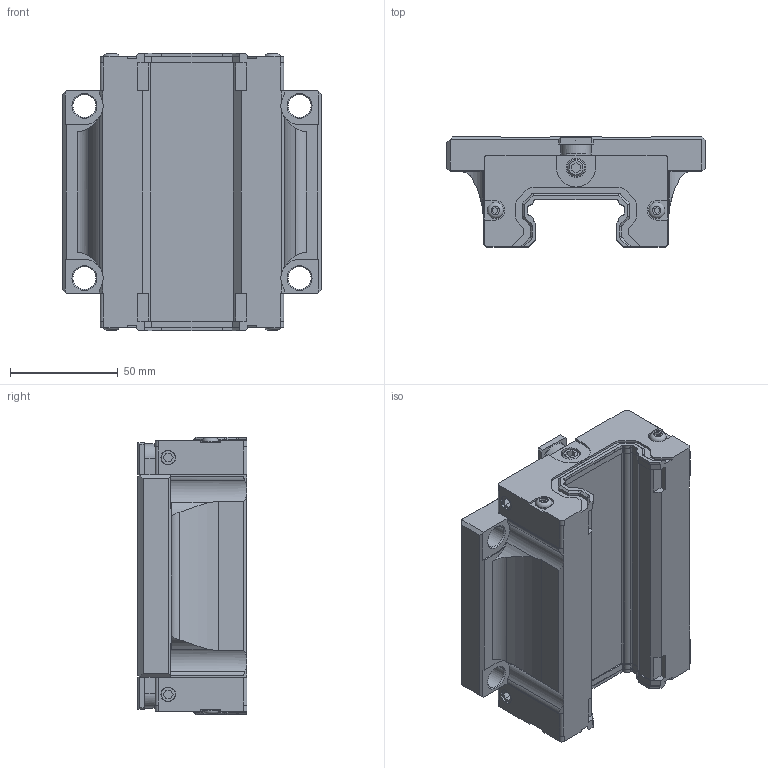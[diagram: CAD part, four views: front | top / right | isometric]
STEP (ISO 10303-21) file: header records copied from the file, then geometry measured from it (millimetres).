
FILE_DESCRIPTION(/* description */ ('Vozík'),/* implementation_level */ '2;1');
FILE_NAME(/* name */ 'LGBCH 45 FN SS N Z1-N.stp',/* time_stamp */ '2022-08-15T14:08:55+02:00',/* author */ ('konstrukce'),/* organization */ ('NTNAUTOMATION'),/* preprocessor_version */ 'ST-DEVELOPER v18.1',/* originating_system */ 'Autodesk Inventor 2022',/* authorisation */ '');
FILE_SCHEMA (('AUTOMOTIVE_DESIGN { 1 0 10303 214 3 1 1 }'));
Length unit declared in the file: millimetre
Products named in the file (1): LGBCH 45 FN SS N Z1-N
Bounding box: 120 x 51.1 x 129 mm (x, y, z)
Volume: 458775.8 mm3; surface area: 57767.1 mm2
Topology: 1 solids, 1 shells, 550 faces, 1499 edges, 973 vertices
Faces by surface type: plane 356, cylinder 155, cone 23, bspline 12, torus 4
Full cylindrical faces by diameter (mm): 3 x2, 6 x1, 6.8 x4, 7.6 x4, 8 x2, 9 x2, 10 x2, 10.6 x4, 14 x2
Entity records: 17718 total; most frequent: CARTESIAN_POINT 3283, ORIENTED_EDGE 2998, DIRECTION 2938, EDGE_CURVE 1499, LINE 1110, VECTOR 1110, VERTEX_POINT 973, AXIS2_PLACEMENT_3D 914
